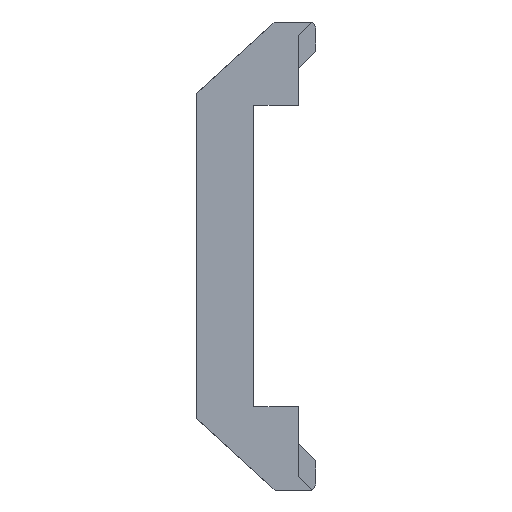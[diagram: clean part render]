
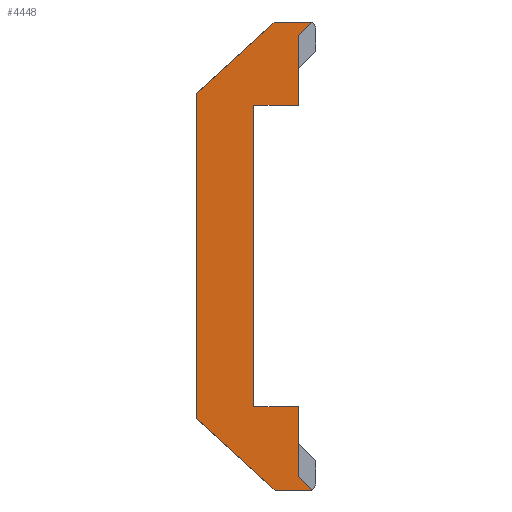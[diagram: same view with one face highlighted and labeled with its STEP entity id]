
A CAD part, left-side view. The second image highlights one B-rep face of the part: STEP entity #4448.
In plain terms, the highlighted planar face has unit normal (-1, 0, 0).
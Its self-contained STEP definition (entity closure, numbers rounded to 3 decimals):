
#86=DIRECTION('',(0.,0.,1.));
#87=VECTOR('',#86,22.2);
#88=CARTESIAN_POINT('',(-11.2,0.,-11.1));
#89=LINE('',#88,#87);
#301=DIRECTION('',(0.,-1.,0.));
#302=VECTOR('',#301,2.5);
#303=CARTESIAN_POINT('',(-11.2,-5.4,16.));
#304=LINE('',#303,#302);
#305=DIRECTION('',(0.,-0.707,0.707));
#306=VECTOR('',#305,1.273);
#307=CARTESIAN_POINT('',(-11.2,-7.,15.1));
#308=LINE('',#307,#306);
#309=DIRECTION('',(0.,1.,0.));
#310=VECTOR('',#309,3.05);
#311=CARTESIAN_POINT('',(-11.2,-7.,10.3));
#312=LINE('',#311,#310);
#313=DIRECTION('',(0.,0.,-1.));
#314=VECTOR('',#313,20.6);
#315=CARTESIAN_POINT('',(-11.2,-3.95,10.3));
#316=LINE('',#315,#314);
#317=DIRECTION('',(0.,1.,0.));
#318=VECTOR('',#317,3.05);
#319=CARTESIAN_POINT('',(-11.2,-7.,-10.3));
#320=LINE('',#319,#318);
#321=DIRECTION('',(0.,-0.707,-0.707));
#322=VECTOR('',#321,1.273);
#323=CARTESIAN_POINT('',(-11.2,-7.,-15.1));
#324=LINE('',#323,#322);
#325=DIRECTION('',(0.,1.,0.));
#326=VECTOR('',#325,2.5);
#327=CARTESIAN_POINT('',(-11.2,-7.9,-16.));
#328=LINE('',#327,#326);
#329=DIRECTION('',(0.,-0.741,-0.672));
#330=VECTOR('',#329,7.292);
#331=CARTESIAN_POINT('',(-11.2,0.,-11.1));
#332=LINE('',#331,#330);
#333=DIRECTION('',(0.,-0.741,0.672));
#334=VECTOR('',#333,7.292);
#335=CARTESIAN_POINT('',(-11.2,0.,11.1));
#336=LINE('',#335,#334);
#449=DIRECTION('',(0.,0.,1.));
#450=VECTOR('',#449,4.8);
#451=CARTESIAN_POINT('',(-11.2,-7.,10.3));
#452=LINE('',#451,#450);
#531=DIRECTION('',(0.,0.,1.));
#532=VECTOR('',#531,4.8);
#533=CARTESIAN_POINT('',(-11.2,-7.,-15.1));
#534=LINE('',#533,#532);
#3090=CARTESIAN_POINT('',(-11.2,-7.,-10.3));
#3092=VERTEX_POINT('',#3090);
#3094=CARTESIAN_POINT('',(-11.2,-7.,10.3));
#3096=VERTEX_POINT('',#3094);
#3098=CARTESIAN_POINT('',(-11.2,-3.95,10.3));
#3099=CARTESIAN_POINT('',(-11.2,-3.95,-10.3));
#3100=VERTEX_POINT('',#3098);
#3101=VERTEX_POINT('',#3099);
#3270=CARTESIAN_POINT('',(-11.2,0.,-11.1));
#3272=VERTEX_POINT('',#3270);
#3274=CARTESIAN_POINT('',(-11.2,-5.4,-16.));
#3275=VERTEX_POINT('',#3274);
#3426=CARTESIAN_POINT('',(-11.2,0.,11.1));
#3428=VERTEX_POINT('',#3426);
#3430=CARTESIAN_POINT('',(-11.2,-5.4,16.));
#3431=VERTEX_POINT('',#3430);
#3486=CARTESIAN_POINT('',(-11.2,-7.,-15.1));
#3487=VERTEX_POINT('',#3486);
#3490=CARTESIAN_POINT('',(-11.2,-7.9,-16.));
#3491=VERTEX_POINT('',#3490);
#3512=CARTESIAN_POINT('',(-11.2,-7.,15.1));
#3513=CARTESIAN_POINT('',(-11.2,-7.9,16.));
#3514=VERTEX_POINT('',#3512);
#3515=VERTEX_POINT('',#3513);
#4419=CARTESIAN_POINT('',(-11.2,0.,-16.));
#4420=DIRECTION('',(-1.,0.,0.));
#4421=DIRECTION('',(0.,0.,1.));
#4422=AXIS2_PLACEMENT_3D('',#4419,#4420,#4421);
#4423=PLANE('',#4422);
#4425=ORIENTED_EDGE('',*,*,#4424,.T.);
#4427=ORIENTED_EDGE('',*,*,#4426,.F.);
#4429=ORIENTED_EDGE('',*,*,#4428,.F.);
#4431=ORIENTED_EDGE('',*,*,#4430,.T.);
#4433=ORIENTED_EDGE('',*,*,#4432,.T.);
#4435=ORIENTED_EDGE('',*,*,#4434,.F.);
#4437=ORIENTED_EDGE('',*,*,#4436,.F.);
#4439=ORIENTED_EDGE('',*,*,#4438,.T.);
#4441=ORIENTED_EDGE('',*,*,#4440,.T.);
#4442=ORIENTED_EDGE('',*,*,#4361,.F.);
#4443=ORIENTED_EDGE('',*,*,#4065,.T.);
#4445=ORIENTED_EDGE('',*,*,#4444,.T.);
#4446=EDGE_LOOP('',(#4425,#4427,#4429,#4431,#4433,#4435,#4437,#4439,#4441,#4442,
#4443,#4445));
#4447=FACE_OUTER_BOUND('',#4446,.F.);
#4448=ADVANCED_FACE('',(#4447),#4423,.T.);
#4065=EDGE_CURVE('',#3272,#3428,#89,.T.);
#4361=EDGE_CURVE('',#3272,#3275,#332,.T.);
#4424=EDGE_CURVE('',#3431,#3515,#304,.T.);
#4426=EDGE_CURVE('',#3514,#3515,#308,.T.);
#4428=EDGE_CURVE('',#3096,#3514,#452,.T.);
#4430=EDGE_CURVE('',#3096,#3100,#312,.T.);
#4432=EDGE_CURVE('',#3100,#3101,#316,.T.);
#4434=EDGE_CURVE('',#3092,#3101,#320,.T.);
#4436=EDGE_CURVE('',#3487,#3092,#534,.T.);
#4438=EDGE_CURVE('',#3487,#3491,#324,.T.);
#4440=EDGE_CURVE('',#3491,#3275,#328,.T.);
#4444=EDGE_CURVE('',#3428,#3431,#336,.T.);
